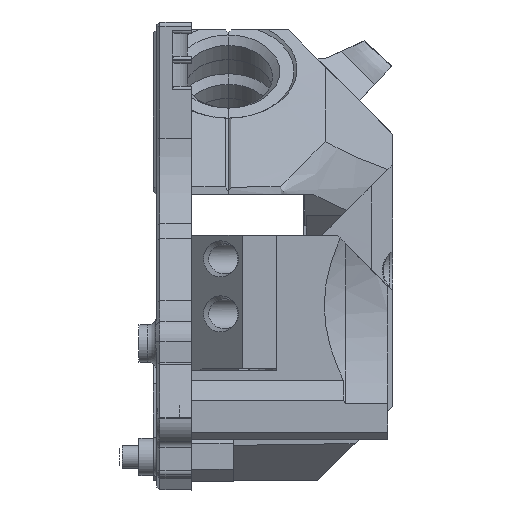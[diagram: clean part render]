
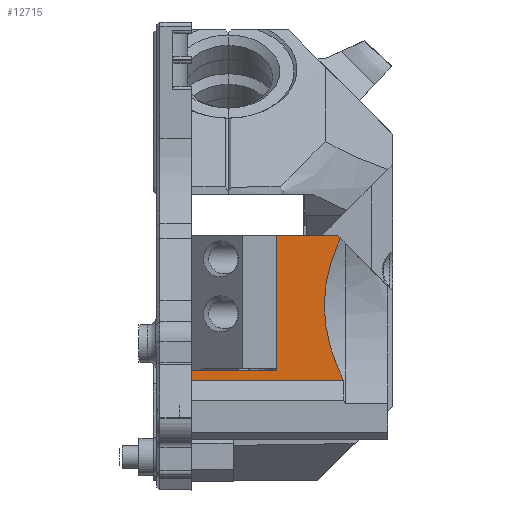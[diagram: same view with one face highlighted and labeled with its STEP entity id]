
A CAD part, left-side view. The second image highlights one B-rep face of the part: STEP entity #12715.
In plain terms, the highlighted face is planar.
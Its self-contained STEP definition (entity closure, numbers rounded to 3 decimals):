
#316=(
BOUNDED_CURVE()
B_SPLINE_CURVE(2,(#19695,#19696,#19697,#19698),.UNSPECIFIED.,.F.,.F.)
B_SPLINE_CURVE_WITH_KNOTS((3,1,3),(11005.404,16351.368,17443.467),
 .UNSPECIFIED.)
CURVE()
GEOMETRIC_REPRESENTATION_ITEM()
RATIONAL_B_SPLINE_CURVE((2616.334,2845.864,2647.647,
2597.575))
REPRESENTATION_ITEM('')
);
#317=(
BOUNDED_CURVE()
B_SPLINE_CURVE(2,(#19700,#19701,#19702),.UNSPECIFIED.,.F.,.F.)
B_SPLINE_CURVE_WITH_KNOTS((3,3),(1.522,1.727),
 .UNSPECIFIED.)
CURVE()
GEOMETRIC_REPRESENTATION_ITEM()
RATIONAL_B_SPLINE_CURVE((1.29,1.303,1.314))
REPRESENTATION_ITEM('')
);
#1078=PLANE('',#13807);
#1547=FACE_OUTER_BOUND('',#2322,.T.);
#2322=EDGE_LOOP('',(#9760,#9761,#9762,#9763,#9764,#9765,#9766,#9767));
#3639=LINE('',#19428,#4597);
#3677=LINE('',#19650,#4635);
#3697=LINE('',#19689,#4655);
#3700=LINE('',#19735,#4658);
#3702=LINE('',#19738,#4660);
#3703=LINE('',#19739,#4661);
#4597=VECTOR('',#15731,10.);
#4635=VECTOR('',#15853,10.);
#4655=VECTOR('',#15877,10.);
#4658=VECTOR('',#15922,10.);
#4660=VECTOR('',#15926,10.);
#4661=VECTOR('',#15927,10.);
#5610=VERTEX_POINT('',#19425);
#5611=VERTEX_POINT('',#19427);
#5649=VERTEX_POINT('',#19647);
#5650=VERTEX_POINT('',#19649);
#5668=VERTEX_POINT('',#19691);
#5670=VERTEX_POINT('',#19694);
#5671=VERTEX_POINT('',#19699);
#5675=VERTEX_POINT('',#19734);
#7070=EDGE_CURVE('',#5610,#5611,#3639,.T.);
#7132=EDGE_CURVE('',#5650,#5649,#3677,.T.);
#7152=EDGE_CURVE('',#5649,#5611,#3697,.F.);
#7154=EDGE_CURVE('',#5670,#5668,#316,.T.);
#7155=EDGE_CURVE('',#5671,#5670,#317,.T.);
#7169=EDGE_CURVE('',#5675,#5650,#3700,.F.);
#7171=EDGE_CURVE('',#5675,#5668,#3702,.T.);
#7172=EDGE_CURVE('',#5671,#5610,#3703,.T.);
#9760=ORIENTED_EDGE('',*,*,#7171,.F.);
#9761=ORIENTED_EDGE('',*,*,#7169,.T.);
#9762=ORIENTED_EDGE('',*,*,#7132,.T.);
#9763=ORIENTED_EDGE('',*,*,#7152,.T.);
#9764=ORIENTED_EDGE('',*,*,#7070,.F.);
#9765=ORIENTED_EDGE('',*,*,#7172,.F.);
#9766=ORIENTED_EDGE('',*,*,#7155,.T.);
#9767=ORIENTED_EDGE('',*,*,#7154,.T.);
#12715=ADVANCED_FACE('',(#1547),#1078,.T.);
#13807=AXIS2_PLACEMENT_3D('',#19737,#15924,#15925);
#15731=DIRECTION('',(0.,0.,1.));
#15853=DIRECTION('',(0.,0.,-1.));
#15877=DIRECTION('',(1.,0.,0.));
#15922=DIRECTION('',(1.,0.,0.));
#15924=DIRECTION('center_axis',(0.,-1.,0.));
#15925=DIRECTION('ref_axis',(0.,0.,
1.));
#15926=DIRECTION('',(0.7,0.,-0.715));
#15927=DIRECTION('',(-1.,0.,0.));
#19425=CARTESIAN_POINT('',(156.392,-111.146,129.588));
#19427=CARTESIAN_POINT('',(156.392,-111.146,130.945));
#19428=CARTESIAN_POINT('',(156.392,-111.146,134.528));
#19647=CARTESIAN_POINT('',(167.769,-111.146,130.945));
#19649=CARTESIAN_POINT('',(167.769,-111.146,148.945));
#19650=CARTESIAN_POINT('',(167.769,-111.146,134.528));
#19689=CARTESIAN_POINT('',(168.643,-111.146,130.945));
#19691=CARTESIAN_POINT('',(176.265,-111.146,148.611));
#19694=CARTESIAN_POINT('',(175.989,-111.146,131.145));
#19695=CARTESIAN_POINT('Ctrl Pts',(175.989,-111.146,131.145));
#19696=CARTESIAN_POINT('Ctrl Pts',(172.911,-111.146,138.466));
#19697=CARTESIAN_POINT('Ctrl Pts',(175.538,-111.146,146.982));
#19698=CARTESIAN_POINT('Ctrl Pts',(176.265,-111.146,148.611));
#19699=CARTESIAN_POINT('',(176.692,-111.146,129.588));
#19700=CARTESIAN_POINT('Ctrl Pts',(176.692,-111.146,129.588));
#19701=CARTESIAN_POINT('Ctrl Pts',(176.311,-111.146,130.38));
#19702=CARTESIAN_POINT('Ctrl Pts',(175.989,-111.146,131.145));
#19734=CARTESIAN_POINT('',(175.938,-111.146,148.945));
#19735=CARTESIAN_POINT('',(167.351,-111.146,148.945));
#19737=CARTESIAN_POINT('Origin',(169.517,-111.146,134.911));
#19738=CARTESIAN_POINT('',(178.972,-111.146,145.846));
#19739=CARTESIAN_POINT('',(167.769,-111.146,129.588));
